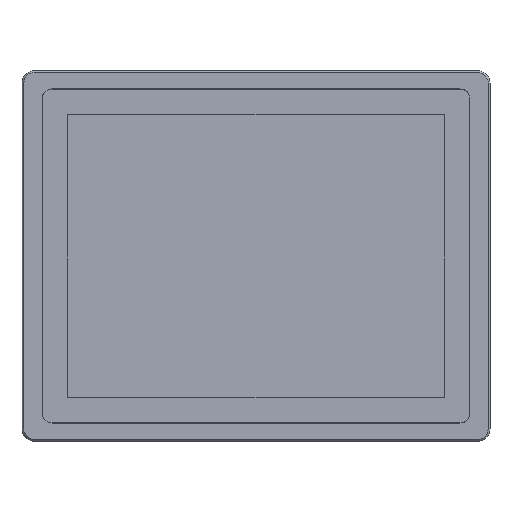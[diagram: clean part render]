
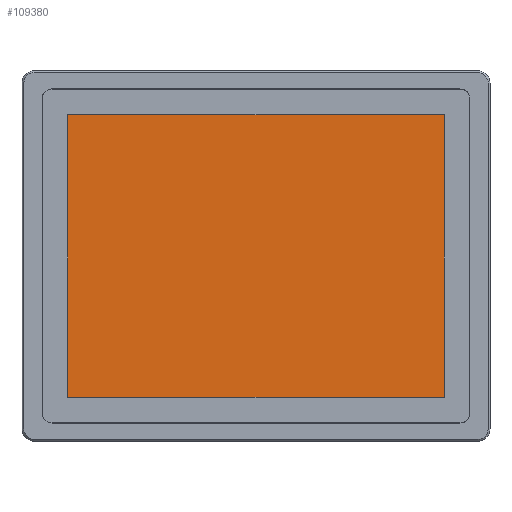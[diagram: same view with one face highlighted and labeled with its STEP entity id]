
A CAD part, top view. The second image highlights one B-rep face of the part: STEP entity #109380.
In plain terms, the highlighted planar face has unit normal (0, 0, 1).
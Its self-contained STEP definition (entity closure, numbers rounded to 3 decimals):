
#1676 = CARTESIAN_POINT ( 'NONE',  ( 105.46, 167.425, 12.8 ) ) ;
#2041 = CARTESIAN_POINT ( 'NONE',  ( -199.54, 167.425, 12.8 ) ) ;
#8641 = VERTEX_POINT ( 'NONE', #1676 ) ;
#14596 = LINE ( 'NONE', #52043, #100826 ) ;
#18361 = ORIENTED_EDGE ( 'NONE', *, *, #114584, .T. ) ;
#19690 = VECTOR ( 'NONE', #77580, 1000. ) ;
#20818 = FACE_OUTER_BOUND ( 'NONE', #64503, .T. ) ;
#28579 = CARTESIAN_POINT ( 'NONE',  ( 105.46, -61.585, 12.8 ) ) ;
#28800 = ORIENTED_EDGE ( 'NONE', *, *, #121768, .T. ) ;
#32679 = ORIENTED_EDGE ( 'NONE', *, *, #66947, .T. ) ;
#33167 = EDGE_CURVE ( 'NONE', #60853, #8641, #106942, .T. ) ;
#39248 = VERTEX_POINT ( 'NONE', #66935 ) ;
#44358 = VECTOR ( 'NONE', #67160, 1000. ) ;
#44803 = ORIENTED_EDGE ( 'NONE', *, *, #33167, .T. ) ;
#50987 = AXIS2_PLACEMENT_3D ( 'NONE', #97779, #59044, #59465 ) ;
#50998 = CARTESIAN_POINT ( 'NONE',  ( -199.54, 167.425, 12.8 ) ) ;
#52043 = CARTESIAN_POINT ( 'NONE',  ( -199.54, -61.585, 12.8 ) ) ;
#59044 = DIRECTION ( 'NONE',  ( 0., 0., 1. ) ) ;
#59465 = DIRECTION ( 'NONE',  ( -1., 0., 0. ) ) ;
#60853 = VERTEX_POINT ( 'NONE', #75838 ) ;
#64503 = EDGE_LOOP ( 'NONE', ( #28800, #32679, #44803, #18361 ) ) ;
#66935 = CARTESIAN_POINT ( 'NONE',  ( -199.54, -61.585, 12.8 ) ) ;
#66947 = EDGE_CURVE ( 'NONE', #39248, #60853, #14596, .T. ) ;
#67160 = DIRECTION ( 'NONE',  ( 0., 1., 0. ) ) ;
#69829 = PLANE ( 'NONE',  #50987 ) ;
#74029 = VECTOR ( 'NONE', #87975, 1000. ) ;
#75838 = CARTESIAN_POINT ( 'NONE',  ( 105.46, -61.585, 12.8 ) ) ;
#77580 = DIRECTION ( 'NONE',  ( 0., -1., 0. ) ) ;
#77582 = LINE ( 'NONE', #2041, #19690 ) ;
#77714 = VERTEX_POINT ( 'NONE', #50998 ) ;
#87975 = DIRECTION ( 'NONE',  ( -1., 0., 0. ) ) ;
#97779 = CARTESIAN_POINT ( 'NONE',  ( -47.04, 52.92, 12.8 ) ) ;
#100826 = VECTOR ( 'NONE', #118656, 1000. ) ;
#106942 = LINE ( 'NONE', #28579, #44358 ) ;
#107173 = CARTESIAN_POINT ( 'NONE',  ( 105.46, 167.425, 12.8 ) ) ;
#109380 = ADVANCED_FACE ( 'NONE', ( #20818 ), #69829, .T. ) ;
#114584 = EDGE_CURVE ( 'NONE', #8641, #77714, #115737, .T. ) ;
#115737 = LINE ( 'NONE', #107173, #74029 ) ;
#118656 = DIRECTION ( 'NONE',  ( 1., 0., 0. ) ) ;
#121768 = EDGE_CURVE ( 'NONE', #77714, #39248, #77582, .T. ) ;
